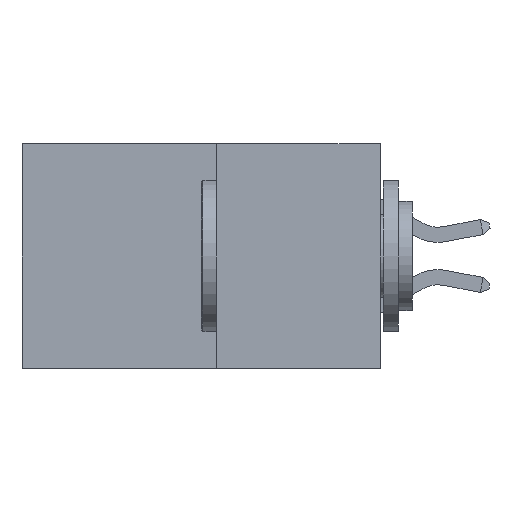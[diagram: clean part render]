
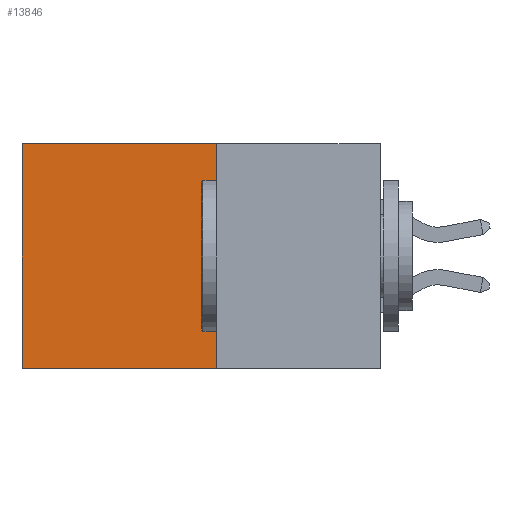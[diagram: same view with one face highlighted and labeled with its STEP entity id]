
A CAD part, left-side view. The second image highlights one B-rep face of the part: STEP entity #13846.
In plain terms, the highlighted planar face has unit normal (-1, 0, 0).
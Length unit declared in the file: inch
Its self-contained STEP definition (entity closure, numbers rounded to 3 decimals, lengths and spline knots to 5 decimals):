
#9 = ORIENTED_EDGE ( 'NONE', *, *, #2641, .T. ) ;
#1519 = DIRECTION ( 'NONE',  ( 0., 0., -1. ) ) ;
#1758 = CARTESIAN_POINT ( 'NONE',  ( 0.277, 0.59, -0.37 ) ) ;
#2421 = DIRECTION ( 'NONE',  ( 0., 0., -1. ) ) ;
#2506 = CARTESIAN_POINT ( 'NONE',  ( 0.277, 0.27, -0.37 ) ) ;
#2641 = EDGE_CURVE ( 'NONE', #25672, #34925, #21375, .T. ) ;
#3443 = EDGE_CURVE ( 'NONE', #10359, #16762, #9977, .T. ) ;
#3882 = DIRECTION ( 'NONE',  ( 0., 0., -1. ) ) ;
#7614 = CARTESIAN_POINT ( 'NONE',  ( 0.277, 0.27, 0. ) ) ;
#8545 = CARTESIAN_POINT ( 'NONE',  ( 0.277, 0.27, 0. ) ) ;
#9977 = LINE ( 'NONE', #2506, #23898 ) ;
#10359 = VERTEX_POINT ( 'NONE', #8545 ) ;
#10718 = LINE ( 'NONE', #7614, #17247 ) ;
#12824 = ORIENTED_EDGE ( 'NONE', *, *, #29024, .F. ) ;
#12897 = ORIENTED_EDGE ( 'NONE', *, *, #32176, .T. ) ;
#13846 = ADVANCED_FACE ( 'NONE', ( #17214 ), #34417, .F. ) ;
#13954 = VECTOR ( 'NONE', #1519, 39.37008 ) ;
#14155 = CARTESIAN_POINT ( 'NONE',  ( 0.277, 0.59, 0. ) ) ;
#15189 = CARTESIAN_POINT ( 'NONE',  ( 0.277, 0.59, -0.37 ) ) ;
#15448 = LINE ( 'NONE', #28130, #29352 ) ;
#16762 = VERTEX_POINT ( 'NONE', #18168 ) ;
#17214 = FACE_OUTER_BOUND ( 'NONE', #32985, .T. ) ;
#17247 = VECTOR ( 'NONE', #32677, 39.37008 ) ;
#17767 = CARTESIAN_POINT ( 'NONE',  ( 0.277, 0.27, -0.37 ) ) ;
#18168 = CARTESIAN_POINT ( 'NONE',  ( 0.277, 0.27, -0.37 ) ) ;
#20586 = DIRECTION ( 'NONE',  ( 1., 0., 0. ) ) ;
#21375 = LINE ( 'NONE', #1758, #13954 ) ;
#22764 = ORIENTED_EDGE ( 'NONE', *, *, #3443, .F. ) ;
#23898 = VECTOR ( 'NONE', #2421, 39.37008 ) ;
#25672 = VERTEX_POINT ( 'NONE', #14155 ) ;
#28130 = CARTESIAN_POINT ( 'NONE',  ( 0.277, 0.27, -0.37 ) ) ;
#29024 = EDGE_CURVE ( 'NONE', #16762, #34925, #15448, .T. ) ;
#29352 = VECTOR ( 'NONE', #33729, 39.37008 ) ;
#32176 = EDGE_CURVE ( 'NONE', #10359, #25672, #10718, .T. ) ;
#32677 = DIRECTION ( 'NONE',  ( 0., 1., 0. ) ) ;
#32985 = EDGE_LOOP ( 'NONE', ( #9, #12824, #22764, #12897 ) ) ;
#33625 = AXIS2_PLACEMENT_3D ( 'NONE', #17767, #20586, #3882 ) ;
#33729 = DIRECTION ( 'NONE',  ( 0., 1., 0. ) ) ;
#34417 = PLANE ( 'NONE',  #33625 ) ;
#34925 = VERTEX_POINT ( 'NONE', #15189 ) ;
